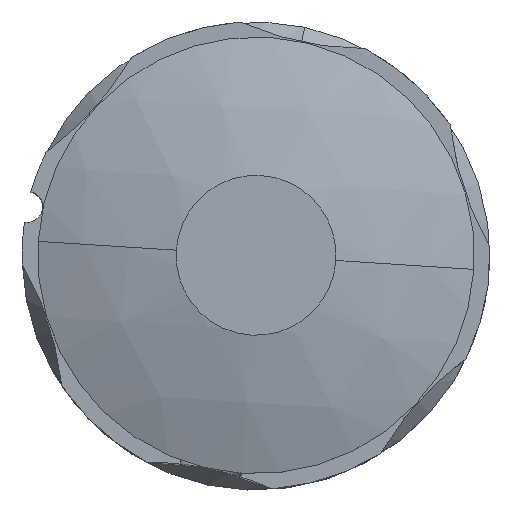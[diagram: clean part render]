
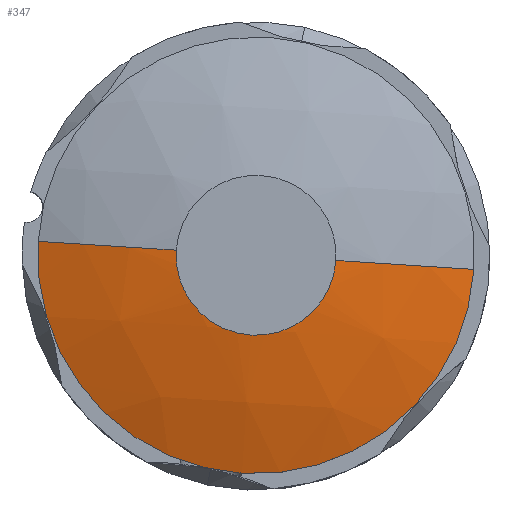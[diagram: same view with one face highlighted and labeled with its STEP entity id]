
A CAD part, top view. The second image highlights one B-rep face of the part: STEP entity #347.
In plain terms, the highlighted spherical face has radius 20 mm.
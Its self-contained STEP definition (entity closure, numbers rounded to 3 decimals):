
#66 = EDGE_LOOP ( 'NONE', ( #6079, #17394, #10642, #1504, #3069 ) ) ;
#280 = DIRECTION ( 'NONE',  ( 0., 0., -1. ) ) ;
#347 = ADVANCED_FACE ( 'NONE', ( #2959 ), #6135, .T. ) ;
#986 = EDGE_CURVE ( 'NONE', #8522, #1572, #2720, .T. ) ;
#1504 = ORIENTED_EDGE ( 'NONE', *, *, #5747, .F. ) ;
#1572 = VERTEX_POINT ( 'NONE', #17132 ) ;
#1713 = CARTESIAN_POINT ( 'NONE',  ( 0., 19.835, 0. ) ) ;
#1834 = CARTESIAN_POINT ( 'NONE',  ( -2.564, 19.835, 0. ) ) ;
#2169 = DIRECTION ( 'NONE',  ( -1., 0., 0. ) ) ;
#2720 = CIRCLE ( 'NONE', #16141, 20. ) ;
#2959 = FACE_OUTER_BOUND ( 'NONE', #66, .T. ) ;
#2964 = AXIS2_PLACEMENT_3D ( 'NONE', #14149, #16942, #2169 ) ;
#3006 = VERTEX_POINT ( 'NONE', #17221 ) ;
#3018 = DIRECTION ( 'NONE',  ( 0., -1., 0. ) ) ;
#3069 = ORIENTED_EDGE ( 'NONE', *, *, #10601, .F. ) ;
#3238 = VERTEX_POINT ( 'NONE', #17043 ) ;
#4182 = CIRCLE ( 'NONE', #5562, 20. ) ;
#4362 = DIRECTION ( 'NONE',  ( 0., 0., -1. ) ) ;
#5111 = CIRCLE ( 'NONE', #14368, 7. ) ;
#5321 = DIRECTION ( 'NONE',  ( 0., 0., 1. ) ) ;
#5562 = AXIS2_PLACEMENT_3D ( 'NONE', #6114, #15445, #8742 ) ;
#5747 = EDGE_CURVE ( 'NONE', #3006, #1572, #5111, .T. ) ;
#5870 = DIRECTION ( 'NONE',  ( 0., -1., 0. ) ) ;
#6079 = ORIENTED_EDGE ( 'NONE', *, *, #16018, .F. ) ;
#6114 = CARTESIAN_POINT ( 'NONE',  ( 0., 0., 0. ) ) ;
#6135 = SPHERICAL_SURFACE ( 'NONE', #2964, 20. ) ;
#6380 = AXIS2_PLACEMENT_3D ( 'NONE', #1713, #5870, #15252 ) ;
#6730 = DIRECTION ( 'NONE',  ( 0., -1., 0. ) ) ;
#7033 = CARTESIAN_POINT ( 'NONE',  ( 0., 18.735, 0. ) ) ;
#7487 = AXIS2_PLACEMENT_3D ( 'NONE', #10679, #6730, #4362 ) ;
#8522 = VERTEX_POINT ( 'NONE', #1834 ) ;
#8742 = DIRECTION ( 'NONE',  ( -1., 0., 0. ) ) ;
#10601 = EDGE_CURVE ( 'NONE', #3238, #3006, #12529, .T. ) ;
#10642 = ORIENTED_EDGE ( 'NONE', *, *, #986, .T. ) ;
#10679 = CARTESIAN_POINT ( 'NONE',  ( 0., 18.735, 0. ) ) ;
#12499 = EDGE_CURVE ( 'NONE', #16016, #8522, #13944, .T. ) ;
#12529 = CIRCLE ( 'NONE', #7487, 7. ) ;
#12706 = CARTESIAN_POINT ( 'NONE',  ( 2.564, 19.835, 0. ) ) ;
#13317 = CARTESIAN_POINT ( 'NONE',  ( 0., 0., 0. ) ) ;
#13944 = CIRCLE ( 'NONE', #6380, 2.564 ) ;
#14149 = CARTESIAN_POINT ( 'NONE',  ( 0., 0., 0. ) ) ;
#14368 = AXIS2_PLACEMENT_3D ( 'NONE', #7033, #3018, #280 ) ;
#14577 = DIRECTION ( 'NONE',  ( 0., -1., 0. ) ) ;
#15252 = DIRECTION ( 'NONE',  ( 0., 0., -1. ) ) ;
#15445 = DIRECTION ( 'NONE',  ( 0., 0., -1. ) ) ;
#16016 = VERTEX_POINT ( 'NONE', #12706 ) ;
#16018 = EDGE_CURVE ( 'NONE', #16016, #3238, #4182, .T. ) ;
#16141 = AXIS2_PLACEMENT_3D ( 'NONE', #13317, #5321, #14577 ) ;
#16942 = DIRECTION ( 'NONE',  ( 0., 0., -1. ) ) ;
#17043 = CARTESIAN_POINT ( 'NONE',  ( 7., 18.735, 0. ) ) ;
#17132 = CARTESIAN_POINT ( 'NONE',  ( -7., 18.735, 0. ) ) ;
#17221 = CARTESIAN_POINT ( 'NONE',  ( 0., 18.735, 7. ) ) ;
#17394 = ORIENTED_EDGE ( 'NONE', *, *, #12499, .T. ) ;
